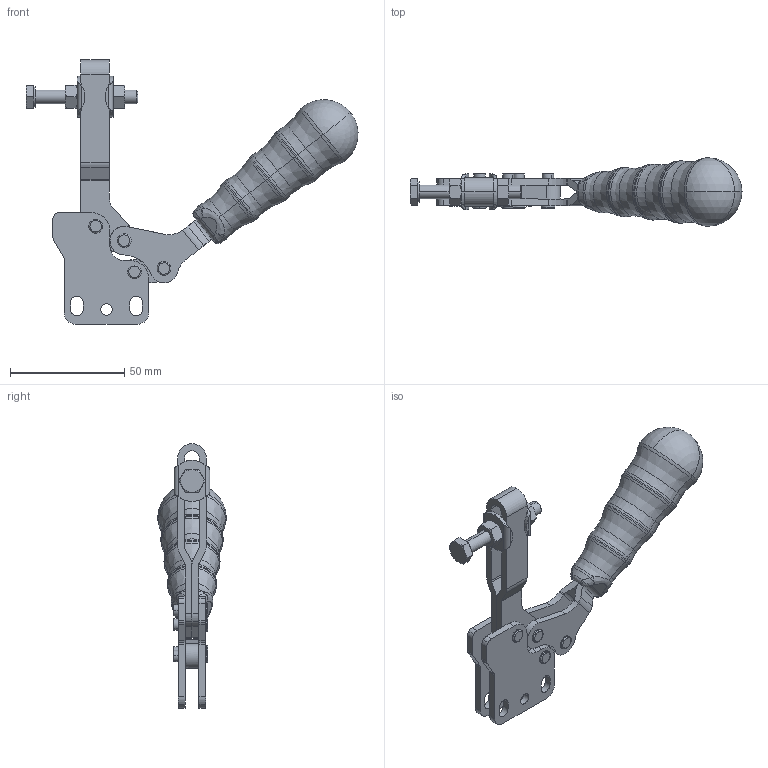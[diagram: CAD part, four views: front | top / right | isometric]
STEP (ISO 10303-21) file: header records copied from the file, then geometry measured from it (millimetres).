
FILE_DESCRIPTION((''),'2;1');
FILE_NAME('132.1-opened.stp','2005-09-27T16:47:04',('Kysilko'),(''),'Autodesk Inventor 8','Autodesk Inventor 8','');
FILE_SCHEMA(('AUTOMOTIVE_DESIGN { 1 0 10303 214 1 1 1 1 }'));
Length unit declared in the file: millimetre
Products named in the file (1): Part39
Bounding box: 145.38 x 30 x 115.81 mm (x, y, z)
Volume: 57423.3 mm3; surface area: 26414.9 mm2
Topology: 1 solids, 3 shells, 1111 faces, 3629 edges, 2177 vertices
Faces by surface type: plane 400, cone 360, cylinder 215, bspline 118, sphere 10, torus 8
Entity records: 47562 total; most frequent: CARTESIAN_POINT 16687, ORIENTED_EDGE 7222, DIRECTION 6340, EDGE_CURVE 3611, AXIS2_PLACEMENT_3D 2429, VERTEX_POINT 2177, VECTOR 1482, LINE 1482
